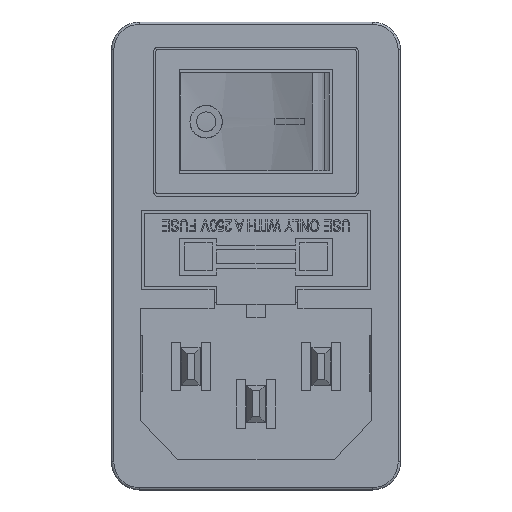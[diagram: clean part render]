
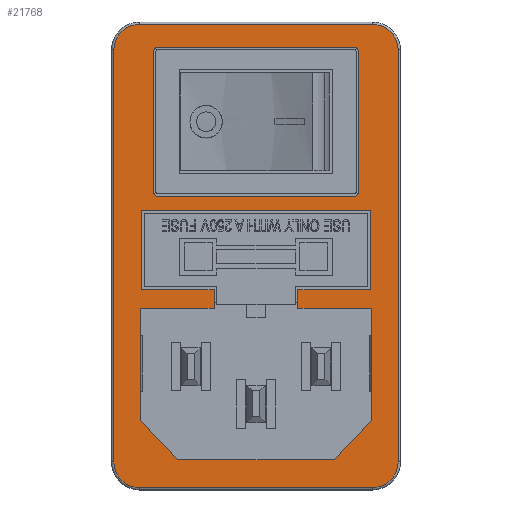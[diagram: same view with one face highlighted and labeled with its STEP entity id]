
A CAD part, top view. The second image highlights one B-rep face of the part: STEP entity #21768.
In plain terms, the highlighted planar face has unit normal (0, 0, 1).
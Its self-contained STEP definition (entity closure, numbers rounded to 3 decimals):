
#992=FACE_BOUND('',#2621,.T.);
#993=FACE_BOUND('',#2622,.T.);
#1176=CIRCLE('',#23029,2.75);
#1182=CIRCLE('',#23037,2.75);
#1186=CIRCLE('',#23043,2.75);
#1190=CIRCLE('',#23049,2.75);
#1193=CIRCLE('',#23058,0.5);
#1194=CIRCLE('',#23059,0.5);
#1195=CIRCLE('',#23060,0.5);
#1196=CIRCLE('',#23061,0.5);
#1400=FACE_OUTER_BOUND('',#2620,.T.);
#2620=EDGE_LOOP('',(#14703,#14704,#14705,#14706,#14707,#14708,#14709,#14710));
#2621=EDGE_LOOP('',(#14711,#14712,#14713,#14714,#14715,#14716,#14717,#14718,
#14719,#14720,#14721,#14722,#14723,#14724));
#2622=EDGE_LOOP('',(#14725,#14726,#14727,#14728,#14729,#14730,#14731,#14732));
#3908=LINE('',#28699,#6416);
#3910=LINE('',#28705,#6418);
#3921=LINE('',#28725,#6429);
#3927=LINE('',#28738,#6435);
#4080=LINE('',#29059,#6588);
#4082=LINE('',#29071,#6590);
#4084=LINE('',#29083,#6592);
#4085=LINE('',#29091,#6593);
#4094=LINE('',#29113,#6602);
#4095=LINE('',#29115,#6603);
#4096=LINE('',#29117,#6604);
#4097=LINE('',#29119,#6605);
#4098=LINE('',#29120,#6606);
#4099=LINE('',#29122,#6607);
#4100=LINE('',#29124,#6608);
#4101=LINE('',#29126,#6609);
#4102=LINE('',#29128,#6610);
#4103=LINE('',#29129,#6611);
#4104=LINE('',#29132,#6612);
#4105=LINE('',#29136,#6613);
#4106=LINE('',#29140,#6614);
#4107=LINE('',#29144,#6615);
#6416=VECTOR('',#24067,10.);
#6418=VECTOR('',#24071,10.);
#6429=VECTOR('',#24086,10.);
#6435=VECTOR('',#24100,10.);
#6588=VECTOR('',#24379,10.);
#6590=VECTOR('',#24393,10.);
#6592=VECTOR('',#24407,10.);
#6593=VECTOR('',#24418,10.);
#6602=VECTOR('',#24441,10.);
#6603=VECTOR('',#24442,10.);
#6604=VECTOR('',#24443,10.);
#6605=VECTOR('',#24444,10.);
#6606=VECTOR('',#24445,10.);
#6607=VECTOR('',#24446,10.);
#6608=VECTOR('',#24447,10.);
#6609=VECTOR('',#24448,10.);
#6610=VECTOR('',#24449,10.);
#6611=VECTOR('',#24450,10.);
#6612=VECTOR('',#24451,10.);
#6613=VECTOR('',#24454,10.);
#6614=VECTOR('',#24457,10.);
#6615=VECTOR('',#24460,10.);
#8913=VERTEX_POINT('',#28692);
#8916=VERTEX_POINT('',#28697);
#8918=VERTEX_POINT('',#28702);
#8919=VERTEX_POINT('',#28704);
#8926=VERTEX_POINT('',#28723);
#8929=VERTEX_POINT('',#28737);
#9030=VERTEX_POINT('',#29047);
#9031=VERTEX_POINT('',#29049);
#9033=VERTEX_POINT('',#29055);
#9035=VERTEX_POINT('',#29061);
#9037=VERTEX_POINT('',#29067);
#9039=VERTEX_POINT('',#29073);
#9041=VERTEX_POINT('',#29079);
#9043=VERTEX_POINT('',#29085);
#9050=VERTEX_POINT('',#29112);
#9051=VERTEX_POINT('',#29114);
#9052=VERTEX_POINT('',#29116);
#9053=VERTEX_POINT('',#29118);
#9054=VERTEX_POINT('',#29121);
#9055=VERTEX_POINT('',#29123);
#9056=VERTEX_POINT('',#29125);
#9057=VERTEX_POINT('',#29127);
#9058=VERTEX_POINT('',#29130);
#9059=VERTEX_POINT('',#29131);
#9060=VERTEX_POINT('',#29133);
#9061=VERTEX_POINT('',#29135);
#9062=VERTEX_POINT('',#29137);
#9063=VERTEX_POINT('',#29139);
#9064=VERTEX_POINT('',#29141);
#9065=VERTEX_POINT('',#29143);
#11088=EDGE_CURVE('',#8913,#8916,#3908,.T.);
#11090=EDGE_CURVE('',#8919,#8918,#3910,.T.);
#11101=EDGE_CURVE('',#8918,#8926,#3921,.T.);
#11107=EDGE_CURVE('',#8929,#8913,#3927,.T.);
#11260=EDGE_CURVE('',#9030,#9031,#1176,.T.);
#11265=EDGE_CURVE('',#9031,#9033,#4080,.T.);
#11268=EDGE_CURVE('',#9033,#9035,#1182,.T.);
#11271=EDGE_CURVE('',#9035,#9037,#4082,.T.);
#11274=EDGE_CURVE('',#9037,#9039,#1186,.T.);
#11277=EDGE_CURVE('',#9039,#9041,#4084,.T.);
#11280=EDGE_CURVE('',#9041,#9043,#1190,.T.);
#11281=EDGE_CURVE('',#9043,#9030,#4085,.T.);
#11292=EDGE_CURVE('',#8916,#9050,#4094,.T.);
#11293=EDGE_CURVE('',#9050,#9051,#4095,.T.);
#11294=EDGE_CURVE('',#9051,#9052,#4096,.T.);
#11295=EDGE_CURVE('',#9052,#9053,#4097,.T.);
#11296=EDGE_CURVE('',#9053,#8919,#4098,.T.);
#11297=EDGE_CURVE('',#8926,#9054,#4099,.T.);
#11298=EDGE_CURVE('',#9054,#9055,#4100,.T.);
#11299=EDGE_CURVE('',#9055,#9056,#4101,.T.);
#11300=EDGE_CURVE('',#9056,#9057,#4102,.T.);
#11301=EDGE_CURVE('',#9057,#8929,#4103,.T.);
#11302=EDGE_CURVE('',#9058,#9059,#4104,.T.);
#11303=EDGE_CURVE('',#9059,#9060,#1193,.T.);
#11304=EDGE_CURVE('',#9060,#9061,#4105,.T.);
#11305=EDGE_CURVE('',#9061,#9062,#1194,.T.);
#11306=EDGE_CURVE('',#9062,#9063,#4106,.T.);
#11307=EDGE_CURVE('',#9063,#9064,#1195,.T.);
#11308=EDGE_CURVE('',#9064,#9065,#4107,.T.);
#11309=EDGE_CURVE('',#9065,#9058,#1196,.T.);
#14703=ORIENTED_EDGE('',*,*,#11260,.F.);
#14704=ORIENTED_EDGE('',*,*,#11281,.F.);
#14705=ORIENTED_EDGE('',*,*,#11280,.F.);
#14706=ORIENTED_EDGE('',*,*,#11277,.F.);
#14707=ORIENTED_EDGE('',*,*,#11274,.F.);
#14708=ORIENTED_EDGE('',*,*,#11271,.F.);
#14709=ORIENTED_EDGE('',*,*,#11268,.F.);
#14710=ORIENTED_EDGE('',*,*,#11265,.F.);
#14711=ORIENTED_EDGE('',*,*,#11107,.T.);
#14712=ORIENTED_EDGE('',*,*,#11088,.T.);
#14713=ORIENTED_EDGE('',*,*,#11292,.T.);
#14714=ORIENTED_EDGE('',*,*,#11293,.T.);
#14715=ORIENTED_EDGE('',*,*,#11294,.T.);
#14716=ORIENTED_EDGE('',*,*,#11295,.T.);
#14717=ORIENTED_EDGE('',*,*,#11296,.T.);
#14718=ORIENTED_EDGE('',*,*,#11090,.T.);
#14719=ORIENTED_EDGE('',*,*,#11101,.T.);
#14720=ORIENTED_EDGE('',*,*,#11297,.T.);
#14721=ORIENTED_EDGE('',*,*,#11298,.T.);
#14722=ORIENTED_EDGE('',*,*,#11299,.T.);
#14723=ORIENTED_EDGE('',*,*,#11300,.T.);
#14724=ORIENTED_EDGE('',*,*,#11301,.T.);
#14725=ORIENTED_EDGE('',*,*,#11302,.T.);
#14726=ORIENTED_EDGE('',*,*,#11303,.T.);
#14727=ORIENTED_EDGE('',*,*,#11304,.T.);
#14728=ORIENTED_EDGE('',*,*,#11305,.T.);
#14729=ORIENTED_EDGE('',*,*,#11306,.T.);
#14730=ORIENTED_EDGE('',*,*,#11307,.T.);
#14731=ORIENTED_EDGE('',*,*,#11308,.T.);
#14732=ORIENTED_EDGE('',*,*,#11309,.T.);
#20922=PLANE('',#23057);
#21768=ADVANCED_FACE('',(#1400,#992,#993),#20922,.T.);
#23029=AXIS2_PLACEMENT_3D('',#29050,#24368,#24369);
#23037=AXIS2_PLACEMENT_3D('',#29065,#24386,#24387);
#23043=AXIS2_PLACEMENT_3D('',#29077,#24400,#24401);
#23049=AXIS2_PLACEMENT_3D('',#29089,#24414,#24415);
#23057=AXIS2_PLACEMENT_3D('',#29111,#24439,#24440);
#23058=AXIS2_PLACEMENT_3D('',#29134,#24452,#24453);
#23059=AXIS2_PLACEMENT_3D('',#29138,#24455,#24456);
#23060=AXIS2_PLACEMENT_3D('',#29142,#24458,#24459);
#23061=AXIS2_PLACEMENT_3D('',#29145,#24461,#24462);
#24067=DIRECTION('',(1.,0.,0.));
#24071=DIRECTION('',(1.,0.,0.));
#24086=DIRECTION('',(0.,1.,0.));
#24100=DIRECTION('',(0.,-1.,0.));
#24368=DIRECTION('center_axis',(0.,0.,-1.));
#24369=DIRECTION('ref_axis',(0.707,-0.707,0.));
#24379=DIRECTION('',(-1.,0.,0.));
#24386=DIRECTION('center_axis',(0.,0.,-1.));
#24387=DIRECTION('ref_axis',(-0.707,-0.707,0.));
#24393=DIRECTION('',(0.,1.,0.));
#24400=DIRECTION('center_axis',(0.,0.,-1.));
#24401=DIRECTION('ref_axis',(-0.707,0.707,0.));
#24407=DIRECTION('',(1.,0.,0.));
#24414=DIRECTION('center_axis',(0.,0.,-1.));
#24415=DIRECTION('ref_axis',(0.707,0.707,0.));
#24418=DIRECTION('',(0.,-1.,0.));
#24439=DIRECTION('center_axis',(0.,0.,1.));
#24440=DIRECTION('ref_axis',(1.,0.,0.));
#24441=DIRECTION('',(0.,-1.,0.));
#24442=DIRECTION('',(-0.685,-0.728,0.));
#24443=DIRECTION('',(-1.,0.,0.));
#24444=DIRECTION('',(-0.685,0.728,0.));
#24445=DIRECTION('',(0.,1.,0.));
#24446=DIRECTION('',(-1.,0.,0.));
#24447=DIRECTION('',(0.,1.,0.));
#24448=DIRECTION('',(1.,0.,0.));
#24449=DIRECTION('',(0.,-1.,0.));
#24450=DIRECTION('',(-1.,0.,0.));
#24451=DIRECTION('',(0.,-1.,0.));
#24452=DIRECTION('center_axis',(0.,0.,-1.));
#24453=DIRECTION('ref_axis',(0.,-1.,0.));
#24454=DIRECTION('',(-1.,0.,0.));
#24455=DIRECTION('center_axis',(0.,0.,-1.));
#24456=DIRECTION('ref_axis',(-1.,0.,0.));
#24457=DIRECTION('',(0.,1.,0.));
#24458=DIRECTION('center_axis',(0.,0.,-1.));
#24459=DIRECTION('ref_axis',(0.,1.,0.));
#24460=DIRECTION('',(1.,0.,0.));
#24461=DIRECTION('center_axis',(0.,0.,-1.));
#24462=DIRECTION('ref_axis',(1.,0.,0.));
#28692=CARTESIAN_POINT('',(4.5,-5.6,3.3));
#28697=CARTESIAN_POINT('',(12.4,-5.6,3.3));
#28699=CARTESIAN_POINT('',(-6.2,-5.6,3.3));
#28702=CARTESIAN_POINT('',(-4.5,-5.6,3.3));
#28704=CARTESIAN_POINT('',(-12.4,-5.6,3.3));
#28705=CARTESIAN_POINT('',(-6.2,-5.6,3.3));
#28723=CARTESIAN_POINT('',(-4.5,-3.6,3.3));
#28725=CARTESIAN_POINT('',(-4.5,-2.8,3.3));
#28737=CARTESIAN_POINT('',(4.5,-3.6,3.3));
#28738=CARTESIAN_POINT('',(4.5,-1.8,3.3));
#29047=CARTESIAN_POINT('',(15.25,-22.1,3.3));
#29049=CARTESIAN_POINT('',(12.5,-24.85,3.3));
#29050=CARTESIAN_POINT('Origin',(12.5,-22.1,3.3));
#29055=CARTESIAN_POINT('',(-12.5,-24.85,3.3));
#29059=CARTESIAN_POINT('',(-7.75,-24.85,3.3));
#29061=CARTESIAN_POINT('',(-15.25,-22.1,3.3));
#29065=CARTESIAN_POINT('Origin',(-12.5,-22.1,3.3));
#29067=CARTESIAN_POINT('',(-15.25,22.1,3.3));
#29071=CARTESIAN_POINT('',(-15.25,12.55,3.3));
#29073=CARTESIAN_POINT('',(-12.5,24.85,3.3));
#29077=CARTESIAN_POINT('Origin',(-12.5,22.1,3.3));
#29079=CARTESIAN_POINT('',(12.5,24.85,3.3));
#29083=CARTESIAN_POINT('',(7.75,24.85,3.3));
#29085=CARTESIAN_POINT('',(15.25,22.1,3.3));
#29089=CARTESIAN_POINT('Origin',(12.5,22.1,3.3));
#29091=CARTESIAN_POINT('',(15.25,-12.55,3.3));
#29111=CARTESIAN_POINT('Origin',(0.,0.,
3.3));
#29112=CARTESIAN_POINT('',(12.4,-17.6,3.3));
#29113=CARTESIAN_POINT('',(12.4,-2.8,3.3));
#29114=CARTESIAN_POINT('',(8.4,-21.85,3.3));
#29115=CARTESIAN_POINT('',(13.88,-16.028,3.3));
#29116=CARTESIAN_POINT('',(-8.4,-21.85,3.3));
#29117=CARTESIAN_POINT('',(4.2,-21.85,3.3));
#29118=CARTESIAN_POINT('',(-12.4,-17.6,3.3));
#29119=CARTESIAN_POINT('',(-11.88,-18.153,3.3));
#29120=CARTESIAN_POINT('',(-12.4,-8.8,3.3));
#29121=CARTESIAN_POINT('',(-12.3,-3.6,3.3));
#29122=CARTESIAN_POINT('',(-2.25,-3.6,3.3));
#29123=CARTESIAN_POINT('',(-12.3,4.9,3.3));
#29124=CARTESIAN_POINT('',(-12.3,-1.8,3.3));
#29125=CARTESIAN_POINT('',(12.3,4.9,3.3));
#29126=CARTESIAN_POINT('',(-6.15,4.9,3.3));
#29127=CARTESIAN_POINT('',(12.3,-3.6,3.3));
#29128=CARTESIAN_POINT('',(12.3,2.45,3.3));
#29129=CARTESIAN_POINT('',(6.15,-3.6,3.3));
#29130=CARTESIAN_POINT('',(11.,21.9,3.3));
#29131=CARTESIAN_POINT('',(11.,6.9,3.3));
#29132=CARTESIAN_POINT('',(11.,10.95,3.3));
#29133=CARTESIAN_POINT('',(10.5,6.4,3.3));
#29134=CARTESIAN_POINT('Origin',(10.5,6.9,3.3));
#29135=CARTESIAN_POINT('',(-10.5,6.4,3.3));
#29136=CARTESIAN_POINT('',(5.25,6.4,3.3));
#29137=CARTESIAN_POINT('',(-11.,6.9,3.3));
#29138=CARTESIAN_POINT('Origin',(-10.5,6.9,3.3));
#29139=CARTESIAN_POINT('',(-11.,21.9,3.3));
#29140=CARTESIAN_POINT('',(-11.,3.45,3.3));
#29141=CARTESIAN_POINT('',(-10.5,22.4,3.3));
#29142=CARTESIAN_POINT('Origin',(-10.5,21.9,3.3));
#29143=CARTESIAN_POINT('',(10.5,22.4,3.3));
#29144=CARTESIAN_POINT('',(-5.25,22.4,3.3));
#29145=CARTESIAN_POINT('Origin',(10.5,21.9,3.3));
